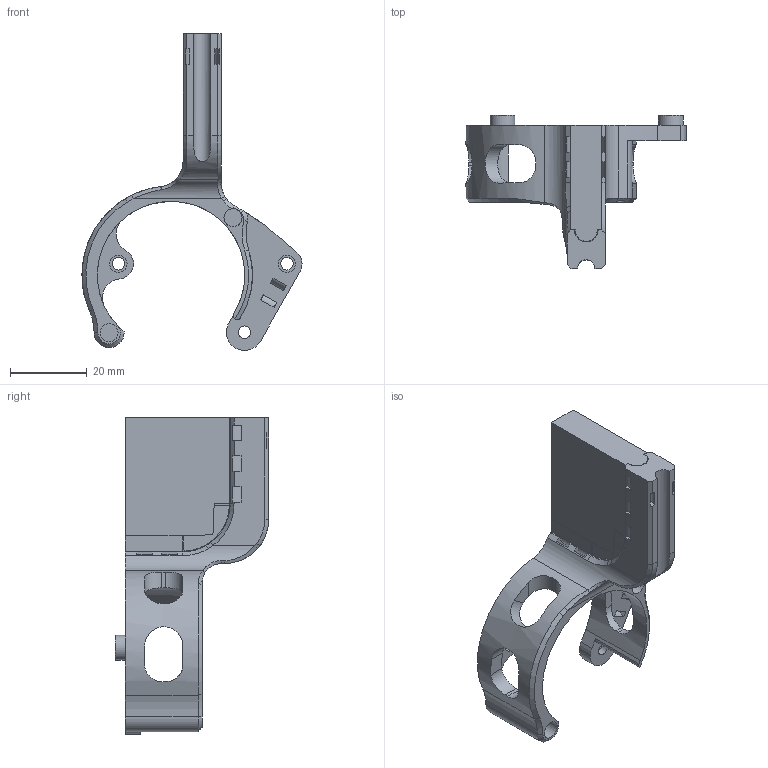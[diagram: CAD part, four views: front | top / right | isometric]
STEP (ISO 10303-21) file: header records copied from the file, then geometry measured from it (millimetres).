
FILE_DESCRIPTION(/* description */ ('','CAx-IF Rec.Pracs.---Representation and Presentation of Product Manufacturing Information (PMI)---4.0---2014-10-13'),/* implementation_level */ '2;1');
FILE_NAME(/* name */ 'EBB_Mount v3.step',/* time_stamp */ '2025-01-18T12:24:28Z',/* author */ (''),/* organization */ (''),/* preprocessor_version */ 'ST-DEVELOPER v20',/* originating_system */ 'Autodesk Translation Framework v13.20.0.188',/* authorisation */ '');
FILE_SCHEMA (('AP242_MANAGED_MODEL_BASED_3D_ENGINEERING_MIM_LF { 1 0 10303 442 1 1 4 }'));
Length unit declared in the file: millimetre
Products named in the file (1): EBB_Mount
Bounding box: 57.29 x 39.89 x 82.5 mm (x, y, z)
Volume: 19511.8 mm3; surface area: 12018.7 mm2
Topology: 4 solids, 4 shells, 172 faces, 494 edges, 317 vertices
Faces by surface type: plane 71, cylinder 59, bspline 28, cone 13, torus 1
Full cylindrical faces by diameter (mm): 3.25 x3, 4.5 x2, 4.7 x2, 6 x1, 6.45 x2
Entity records: 7437 total; most frequent: CARTESIAN_POINT 2981, ORIENTED_EDGE 988, DIRECTION 826, EDGE_CURVE 494, VERTEX_POINT 317, LINE 284, VECTOR 284, AXIS2_PLACEMENT_3D 271
